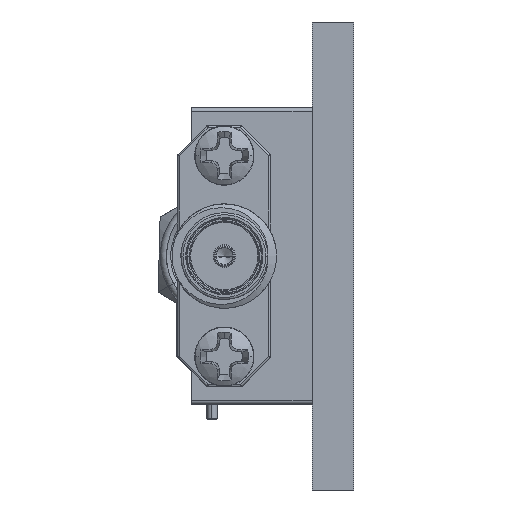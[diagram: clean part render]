
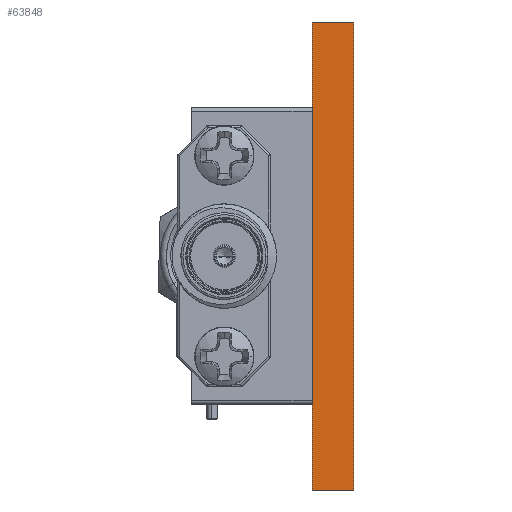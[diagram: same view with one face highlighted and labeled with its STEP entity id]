
A CAD part, left-side view. The second image highlights one B-rep face of the part: STEP entity #63848.
In plain terms, the highlighted planar face has unit normal (-1, 0, 0).
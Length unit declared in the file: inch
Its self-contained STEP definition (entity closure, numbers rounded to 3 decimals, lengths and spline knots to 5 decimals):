
#6705 = DIRECTION ( 'NONE',  ( 0., -1., 0. ) ) ;
#14448 = CARTESIAN_POINT ( 'NONE',  ( -1.425, 0.1, -0.56 ) ) ;
#20147 = EDGE_CURVE ( 'NONE', #112315, #48887, #28682, .T. ) ;
#28510 = ORIENTED_EDGE ( 'NONE', *, *, #42311, .T. ) ;
#28682 = LINE ( 'NONE', #39724, #90194 ) ;
#28934 = PLANE ( 'NONE',  #72426 ) ;
#29512 = FACE_OUTER_BOUND ( 'NONE', #48656, .T. ) ;
#37791 = VECTOR ( 'NONE', #82270, 39.37008 ) ;
#39724 = CARTESIAN_POINT ( 'NONE',  ( -1.425, 0., 0.56 ) ) ;
#42311 = EDGE_CURVE ( 'NONE', #90755, #112315, #50999, .T. ) ;
#44987 = VECTOR ( 'NONE', #6705, 39.37008 ) ;
#45535 = CARTESIAN_POINT ( 'NONE',  ( -1.425, 0.1, -0.56 ) ) ;
#48252 = LINE ( 'NONE', #111502, #107553 ) ;
#48656 = EDGE_LOOP ( 'NONE', ( #72113, #91951, #107826, #28510 ) ) ;
#48887 = VERTEX_POINT ( 'NONE', #78803 ) ;
#50616 = EDGE_CURVE ( 'NONE', #90755, #105132, #48252, .T. ) ;
#50999 = LINE ( 'NONE', #14448, #44987 ) ;
#57811 = DIRECTION ( 'NONE',  ( 1., 0., 0. ) ) ;
#63848 = ADVANCED_FACE ( 'NONE', ( #29512 ), #28934, .F. ) ;
#71771 = CARTESIAN_POINT ( 'NONE',  ( -1.425, 0.1, 0.56 ) ) ;
#72113 = ORIENTED_EDGE ( 'NONE', *, *, #20147, .T. ) ;
#72426 = AXIS2_PLACEMENT_3D ( 'NONE', #103404, #57811, #95668 ) ;
#75754 = DIRECTION ( 'NONE',  ( 0., 0., 1. ) ) ;
#78803 = CARTESIAN_POINT ( 'NONE',  ( -1.425, 0., 0.56 ) ) ;
#82270 = DIRECTION ( 'NONE',  ( 0., -1., 0. ) ) ;
#84845 = DIRECTION ( 'NONE',  ( 0., 0., 1. ) ) ;
#90194 = VECTOR ( 'NONE', #75754, 39.37008 ) ;
#90755 = VERTEX_POINT ( 'NONE', #45535 ) ;
#91785 = LINE ( 'NONE', #92953, #37791 ) ;
#91951 = ORIENTED_EDGE ( 'NONE', *, *, #98966, .F. ) ;
#92953 = CARTESIAN_POINT ( 'NONE',  ( -1.425, 0.1, 0.56 ) ) ;
#95668 = DIRECTION ( 'NONE',  ( 0., 0., -1. ) ) ;
#98966 = EDGE_CURVE ( 'NONE', #105132, #48887, #91785, .T. ) ;
#103404 = CARTESIAN_POINT ( 'NONE',  ( -1.425, 0.1, 0.56 ) ) ;
#104519 = CARTESIAN_POINT ( 'NONE',  ( -1.425, 0., -0.56 ) ) ;
#105132 = VERTEX_POINT ( 'NONE', #71771 ) ;
#107553 = VECTOR ( 'NONE', #84845, 39.37008 ) ;
#107826 = ORIENTED_EDGE ( 'NONE', *, *, #50616, .F. ) ;
#111502 = CARTESIAN_POINT ( 'NONE',  ( -1.425, 0.1, 0.56 ) ) ;
#112315 = VERTEX_POINT ( 'NONE', #104519 ) ;
